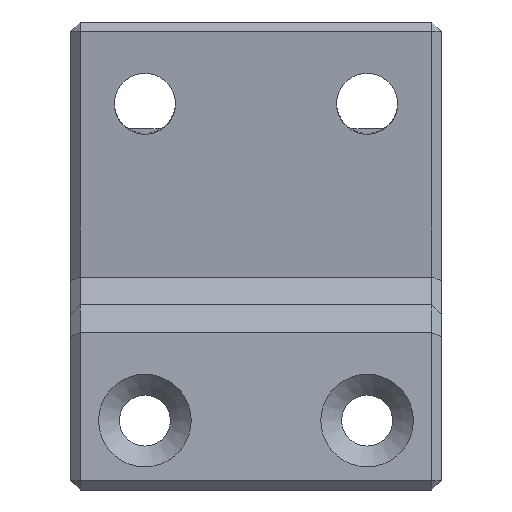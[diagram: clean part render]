
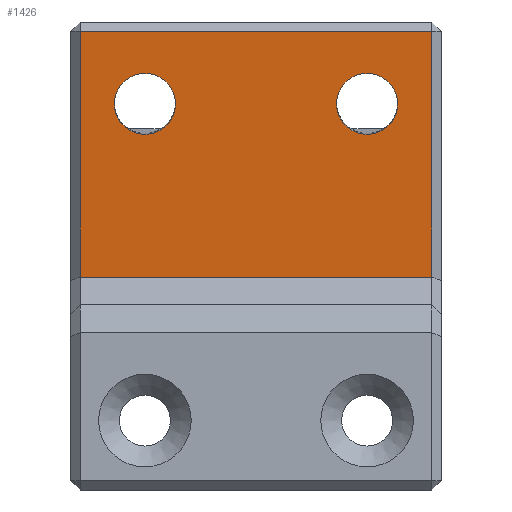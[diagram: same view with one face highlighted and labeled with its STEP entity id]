
A CAD part, left-side view. The second image highlights one B-rep face of the part: STEP entity #1426.
In plain terms, the highlighted planar face has unit normal (-0.996, 0, -0.087).
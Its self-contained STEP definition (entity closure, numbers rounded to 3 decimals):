
#820 = VERTEX_POINT('',#821);
#821 = CARTESIAN_POINT('',(8.641,19.,7.989));
#861 = VERTEX_POINT('',#862);
#862 = CARTESIAN_POINT('',(6.316,19.,34.56));
#868 = EDGE_CURVE('',#820,#861,#869,.T.);
#869 = LINE('',#870,#871);
#870 = CARTESIAN_POINT('',(8.641,19.,7.989));
#871 = VECTOR('',#872,1.);
#872 = DIRECTION('',(-0.087,0.,
    0.996));
#1035 = VERTEX_POINT('',#1036);
#1036 = CARTESIAN_POINT('',(8.641,-19.,7.989));
#1076 = VERTEX_POINT('',#1077);
#1077 = CARTESIAN_POINT('',(6.316,-19.,34.56));
#1083 = EDGE_CURVE('',#1035,#1076,#1084,.T.);
#1084 = LINE('',#1085,#1086);
#1085 = CARTESIAN_POINT('',(8.641,-19.,7.989));
#1086 = VECTOR('',#1087,1.);
#1087 = DIRECTION('',(-0.087,0.,
    0.996));
#1404 = EDGE_CURVE('',#820,#1035,#1405,.T.);
#1405 = LINE('',#1406,#1407);
#1406 = CARTESIAN_POINT('',(8.641,20.,7.989));
#1407 = VECTOR('',#1408,1.);
#1408 = DIRECTION('',(0.,-1.,0.));
#1426 = ADVANCED_FACE('',(#1427,#1438,#1449),#1460,.T.);
#1427 = FACE_BOUND('',#1428,.T.);
#1428 = EDGE_LOOP('',(#1429,#1430,#1431,#1437));
#1429 = ORIENTED_EDGE('',*,*,#1404,.T.);
#1430 = ORIENTED_EDGE('',*,*,#1083,.T.);
#1431 = ORIENTED_EDGE('',*,*,#1432,.F.);
#1432 = EDGE_CURVE('',#861,#1076,#1433,.T.);
#1433 = LINE('',#1434,#1435);
#1434 = CARTESIAN_POINT('',(6.316,20.,34.56));
#1435 = VECTOR('',#1436,1.);
#1436 = DIRECTION('',(0.,-1.,0.));
#1437 = ORIENTED_EDGE('',*,*,#868,.F.);
#1438 = FACE_BOUND('',#1439,.T.);
#1439 = EDGE_LOOP('',(#1440));
#1440 = ORIENTED_EDGE('',*,*,#1441,.F.);
#1441 = EDGE_CURVE('',#1442,#1442,#1444,.T.);
#1442 = VERTEX_POINT('',#1443);
#1443 = CARTESIAN_POINT('',(7.003,-8.7,26.712));
#1444 = CIRCLE('',#1445,3.3);
#1445 = AXIS2_PLACEMENT_3D('',#1446,#1447,#1448);
#1446 = CARTESIAN_POINT('',(7.003,-12.,26.712));
#1447 = DIRECTION('',(-0.996,0.,
    -0.087));
#1448 = DIRECTION('',(0.,1.,0.));
#1449 = FACE_BOUND('',#1450,.T.);
#1450 = EDGE_LOOP('',(#1451));
#1451 = ORIENTED_EDGE('',*,*,#1452,.F.);
#1452 = EDGE_CURVE('',#1453,#1453,#1455,.T.);
#1453 = VERTEX_POINT('',#1454);
#1454 = CARTESIAN_POINT('',(7.003,15.3,26.712));
#1455 = CIRCLE('',#1456,3.3);
#1456 = AXIS2_PLACEMENT_3D('',#1457,#1458,#1459);
#1457 = CARTESIAN_POINT('',(7.003,12.,26.712));
#1458 = DIRECTION('',(-0.996,0.,
    -0.087));
#1459 = DIRECTION('',(0.,1.,0.));
#1460 = PLANE('',#1461);
#1461 = AXIS2_PLACEMENT_3D('',#1462,#1463,#1464);
#1462 = CARTESIAN_POINT('',(8.903,20.,5.));
#1463 = DIRECTION('',(-0.996,0.,
    -0.087));
#1464 = DIRECTION('',(-0.087,0.,
    0.996));
